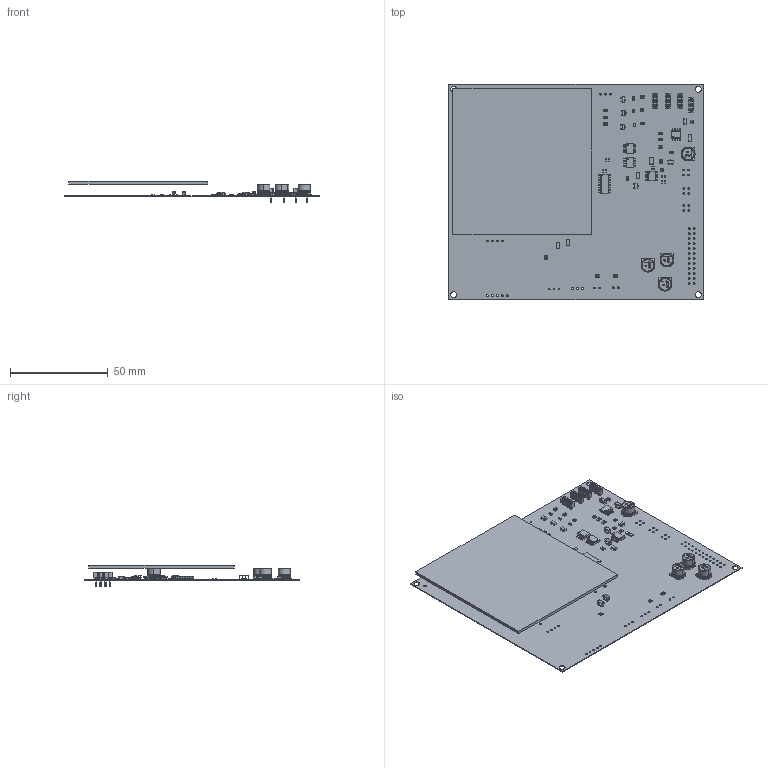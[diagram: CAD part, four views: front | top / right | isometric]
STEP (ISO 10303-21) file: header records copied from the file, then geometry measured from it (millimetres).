
FILE_DESCRIPTION(('Open CASCADE Model'),'2;1');
FILE_NAME('Open CASCADE Shape Model','2018-03-28T16:13:24',('Author'),( 'Open CASCADE'),'Open CASCADE STEP processor 6.8','Open CASCADE 6.8' ,'Unknown');
FILE_SCHEMA(('AUTOMOTIVE_DESIGN { 1 0 10303 214 1 1 1 1 }'));
Length unit declared in the file: millimetre
Products named in the file (71): PCB; Board; J1; 637362320; Extruded; U401; SO16; U400; SO8; TP402; RCW_1206; TP401; TP400; TP201; TP200; R407; RES0805; R406; R405; R404; R403; R402; R401; R400; R207; R208; R201; R202; Q403; Q402; Q401; FAIRCHILD-SOT-23_3L; Q400; P403; 3Pin_Buchsenleiste; P402; P401; P400; D201; User_Library-led_0603_(2) ...
Assembly tree (112 placements, depth 4):
  PCB
    Board
    J1
      637362320
        Extruded
    U401
      SO16
    U400
      SO8
    TP402
      RCW_1206
    TP401
      RCW_1206
    TP400
      RCW_1206
    TP201
      RCW_1206
    TP200
      RCW_1206
    R407
      RES0805
    R406
      RES0805
    R405
      RES0805
    R404
      RES0805
    R403
      RES0805
    R402
      RES0805
    R401
      RES0805
    R400
      RES0805
    R207
      RES0805
    R208
      RES0805
    R201
      RES0805
    R202
      RES0805
    Q403
      SO8
    Q402
      SO8
    Q401
      FAIRCHILD-SOT-23_3L
    Q400
      SO8
    P403
      3Pin_Buchsenleiste
    P402
      3Pin_Buchsenleiste
    P401
      3Pin_Buchsenleiste
    P400
      3Pin_Buchsenleiste
    D201
Bounding box: 130 x 110 x 11.07 mm (x, y, z)
Volume: 14947.3 mm3; surface area: 43067.7 mm2
Topology: 122 solids, 122 shells, 5054 faces, 12919 edges, 8228 vertices
Faces by surface type: plane 2797, bspline 981, cylinder 952, cone 192, sphere 84, torus 24, revolution 24
Full cylindrical faces by diameter (mm): 0.9 x58, 1 x12, 1.3 x6, 3 x4
Entity records: 42822 total; most frequent: CARTESIAN_POINT 9784, ORIENTED_EDGE 5920, DIRECTION 5894, EDGE_CURVE 2960, LINE 2022, VECTOR 2022, AXIS2_PLACEMENT_3D 1933, VERTEX_POINT 1895
